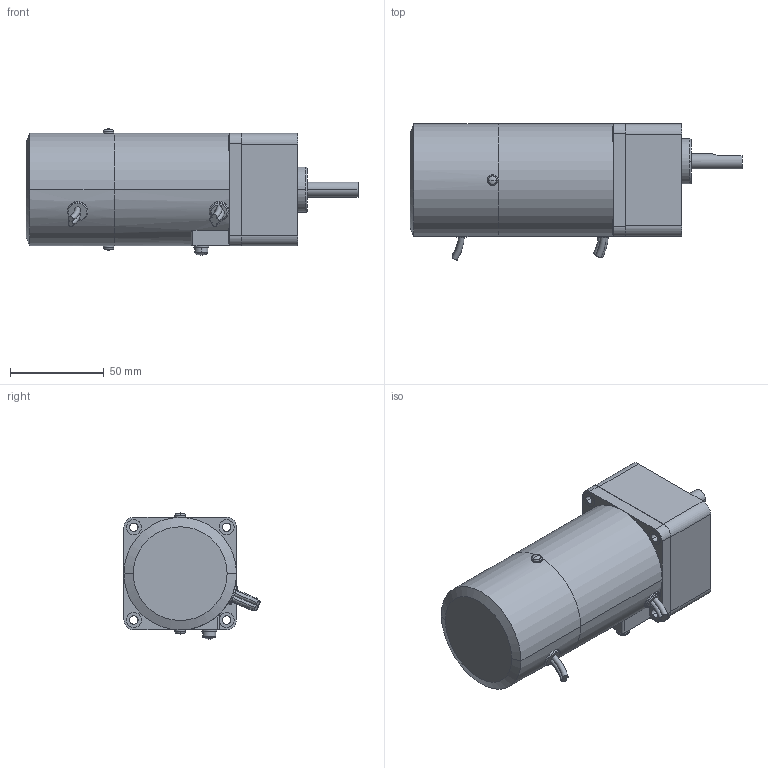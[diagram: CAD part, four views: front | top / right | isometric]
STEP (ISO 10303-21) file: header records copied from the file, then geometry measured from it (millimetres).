
FILE_DESCRIPTION( ( '' ), '1' );
FILE_NAME( '2RK6GN-M-2GN3-18S.stp', '2008-07-10T11:26:03', ( '' ), ( '' ), ' ', ' ', ' ' );
FILE_SCHEMA( ( 'CONFIG_CONTROL_DESIGN' ) );
Length unit declared in the file: millimetre
Products named in the file (2): 1; 2
Bounding box: 177 x 72.55 x 67.32 mm (x, y, z)
Volume: 436130.4 mm3; surface area: 48034.2 mm2
Topology: 2 solids, 2 shells, 185 faces, 481 edges, 316 vertices
Faces by surface type: cylinder 88, plane 59, torus 36, cone 2
Entity records: 6209 total; most frequent: CARTESIAN_POINT 1349, DIRECTION 1095, ORIENTED_EDGE 954, EDGE_CURVE 477, AXIS2_PLACEMENT_3D 458, VERTEX_POINT 316, CIRCLE 269, EDGE_LOOP 221
